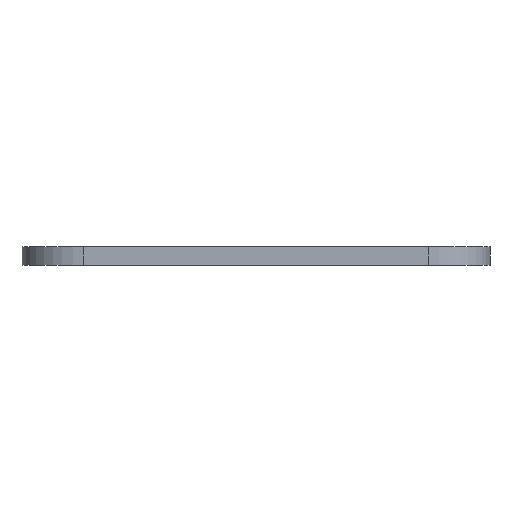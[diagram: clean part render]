
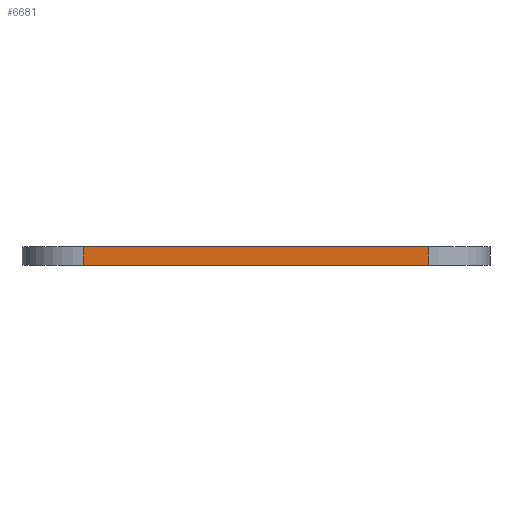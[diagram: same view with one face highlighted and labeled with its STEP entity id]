
A CAD part, front view. The second image highlights one B-rep face of the part: STEP entity #6681.
In plain terms, the highlighted planar face has unit normal (0, -1, 0).
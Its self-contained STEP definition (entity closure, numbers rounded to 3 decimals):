
#186=PLANE('',#6847);
#536=FACE_OUTER_BOUND('',#920,.T.);
#920=EDGE_LOOP('',(#6000,#6001,#6002,#6003));
#1429=LINE('',#13210,#1981);
#1460=LINE('',#13296,#2012);
#1461=LINE('',#13299,#2013);
#1462=LINE('',#13300,#2014);
#1981=VECTOR('',#7561,10.);
#2012=VECTOR('',#7634,10.);
#2013=VECTOR('',#7637,10.);
#2014=VECTOR('',#7638,10.);
#3091=VERTEX_POINT('',#13207);
#3092=VERTEX_POINT('',#13209);
#3126=VERTEX_POINT('',#13294);
#3127=VERTEX_POINT('',#13298);
#4055=EDGE_CURVE('',#3092,#3091,#1429,.T.);
#4095=EDGE_CURVE('',#3092,#3126,#1460,.T.);
#4096=EDGE_CURVE('',#3127,#3091,#1461,.T.);
#4097=EDGE_CURVE('',#3126,#3127,#1462,.T.);
#6000=ORIENTED_EDGE('',*,*,#4095,.F.);
#6001=ORIENTED_EDGE('',*,*,#4055,.T.);
#6002=ORIENTED_EDGE('',*,*,#4096,.F.);
#6003=ORIENTED_EDGE('',*,*,#4097,.F.);
#6681=ADVANCED_FACE('',(#536),#186,.T.);
#6847=AXIS2_PLACEMENT_3D('',#13297,#7635,#7636);
#7561=DIRECTION('',(1.,0.,0.));
#7634=DIRECTION('',(0.,0.,1.));
#7635=DIRECTION('center_axis',(0.,-1.,0.));
#7636=DIRECTION('ref_axis',(1.,0.,0.));
#7637=DIRECTION('',(0.,0.,-1.));
#7638=DIRECTION('',(1.,0.,0.));
#13207=CARTESIAN_POINT('',(23.803,-82.585,0.));
#13209=CARTESIAN_POINT('',(-4.397,-82.585,0.));
#13210=CARTESIAN_POINT('',(-9.397,-82.585,0.));
#13294=CARTESIAN_POINT('',(-4.397,-82.585,1.5));
#13296=CARTESIAN_POINT('',(-4.397,-82.585,0.));
#13297=CARTESIAN_POINT('Origin',(-9.397,-82.585,0.));
#13298=CARTESIAN_POINT('',(23.803,-82.585,1.5));
#13299=CARTESIAN_POINT('',(23.803,-82.585,0.));
#13300=CARTESIAN_POINT('',(-9.397,-82.585,1.5));
